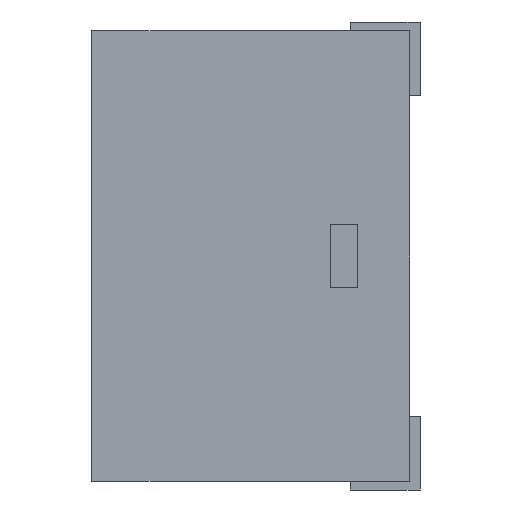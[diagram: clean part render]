
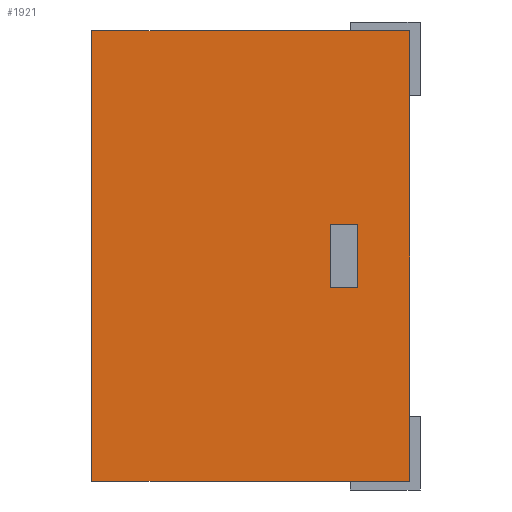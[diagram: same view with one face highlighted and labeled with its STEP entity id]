
A CAD part, left-side view. The second image highlights one B-rep face of the part: STEP entity #1921.
In plain terms, the highlighted planar face has unit normal (-1, 0, 0).
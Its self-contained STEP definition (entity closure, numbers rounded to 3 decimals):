
#13 = DIRECTION ( 'NONE',  ( 0., -1., 0. ) ) ;
#70 = DIRECTION ( 'NONE',  ( 0., 0., 1. ) ) ;
#107 = CARTESIAN_POINT ( 'NONE',  ( -3.3, 2.259, 0.902 ) ) ;
#212 = VERTEX_POINT ( 'NONE', #2605 ) ;
#272 = VECTOR ( 'NONE', #70, 1000. ) ;
#318 = CARTESIAN_POINT ( 'NONE',  ( -3.3, 2.259, 0.902 ) ) ;
#354 = FACE_OUTER_BOUND ( 'NONE', #2426, .T. ) ;
#387 = CARTESIAN_POINT ( 'NONE',  ( -3.3, 1.483, -0.902 ) ) ;
#399 = CARTESIAN_POINT ( 'NONE',  ( -3.3, 9.1, 6.45 ) ) ;
#410 = VERTEX_POINT ( 'NONE', #2960 ) ;
#433 = EDGE_CURVE ( 'NONE', #2300, #410, #2771, .T. ) ;
#457 = VECTOR ( 'NONE', #1050, 1000. ) ;
#487 = VERTEX_POINT ( 'NONE', #318 ) ;
#488 = CARTESIAN_POINT ( 'NONE',  ( -3.3, 9.1, 6.45 ) ) ;
#549 = VECTOR ( 'NONE', #2552, 1000. ) ;
#617 = EDGE_CURVE ( 'NONE', #487, #1269, #618, .T. ) ;
#618 = LINE ( 'NONE', #107, #549 ) ;
#703 = PLANE ( 'NONE',  #2878 ) ;
#757 = LINE ( 'NONE', #2256, #457 ) ;
#798 = EDGE_CURVE ( 'NONE', #1636, #410, #2168, .T. ) ;
#805 = CARTESIAN_POINT ( 'NONE',  ( -3.3, 1.483, -0.902 ) ) ;
#857 = CARTESIAN_POINT ( 'NONE',  ( -3.3, 1.483, 0.902 ) ) ;
#977 = DIRECTION ( 'NONE',  ( 1., 0., 0. ) ) ;
#1004 = ORIENTED_EDGE ( 'NONE', *, *, #1146, .F. ) ;
#1050 = DIRECTION ( 'NONE',  ( 0., 0., 1. ) ) ;
#1095 = DIRECTION ( 'NONE',  ( 0., 1., 0. ) ) ;
#1123 = VERTEX_POINT ( 'NONE', #1507 ) ;
#1133 = EDGE_CURVE ( 'NONE', #1123, #2300, #757, .T. ) ;
#1146 = EDGE_CURVE ( 'NONE', #3140, #212, #2238, .T. ) ;
#1202 = CARTESIAN_POINT ( 'NONE',  ( -3.3, 9.1, -6.45 ) ) ;
#1223 = DIRECTION ( 'NONE',  ( 0., -1., 0. ) ) ;
#1235 = LINE ( 'NONE', #857, #1607 ) ;
#1269 = VERTEX_POINT ( 'NONE', #1911 ) ;
#1302 = ORIENTED_EDGE ( 'NONE', *, *, #1133, .F. ) ;
#1400 = EDGE_CURVE ( 'NONE', #1123, #1636, #1903, .T. ) ;
#1412 = CARTESIAN_POINT ( 'NONE',  ( -3.3, 2.259, -0.902 ) ) ;
#1470 = CARTESIAN_POINT ( 'NONE',  ( -3.3, 9.1, 6.45 ) ) ;
#1507 = CARTESIAN_POINT ( 'NONE',  ( -3.3, 9.1, -6.45 ) ) ;
#1607 = VECTOR ( 'NONE', #1095, 1000. ) ;
#1635 = DIRECTION ( 'NONE',  ( 0., 0., 1. ) ) ;
#1636 = VERTEX_POINT ( 'NONE', #2583 ) ;
#1712 = ORIENTED_EDGE ( 'NONE', *, *, #2762, .F. ) ;
#1830 = EDGE_LOOP ( 'NONE', ( #1712, #3087, #2384, #1004 ) ) ;
#1899 = ORIENTED_EDGE ( 'NONE', *, *, #1400, .T. ) ;
#1903 = LINE ( 'NONE', #1202, #2104 ) ;
#1911 = CARTESIAN_POINT ( 'NONE',  ( -3.3, 2.259, -0.902 ) ) ;
#1918 = DIRECTION ( 'NONE',  ( 0., 0., -1. ) ) ;
#1921 = ADVANCED_FACE ( 'NONE', ( #2764, #354 ), #703, .F. ) ;
#2006 = VECTOR ( 'NONE', #1635, 1000. ) ;
#2104 = VECTOR ( 'NONE', #13, 1000. ) ;
#2133 = VECTOR ( 'NONE', #1223, 1000. ) ;
#2168 = LINE ( 'NONE', #2592, #2006 ) ;
#2178 = EDGE_CURVE ( 'NONE', #212, #487, #1235, .T. ) ;
#2238 = LINE ( 'NONE', #805, #272 ) ;
#2256 = CARTESIAN_POINT ( 'NONE',  ( -3.3, 9.1, 6.45 ) ) ;
#2300 = VERTEX_POINT ( 'NONE', #399 ) ;
#2329 = VECTOR ( 'NONE', #3124, 1000. ) ;
#2384 = ORIENTED_EDGE ( 'NONE', *, *, #2178, .F. ) ;
#2426 = EDGE_LOOP ( 'NONE', ( #2678, #2711, #1302, #1899 ) ) ;
#2552 = DIRECTION ( 'NONE',  ( 0., 0., -1. ) ) ;
#2583 = CARTESIAN_POINT ( 'NONE',  ( -3.3, 0., -6.45 ) ) ;
#2592 = CARTESIAN_POINT ( 'NONE',  ( -3.3, 0., 6.45 ) ) ;
#2605 = CARTESIAN_POINT ( 'NONE',  ( -3.3, 1.483, 0.902 ) ) ;
#2678 = ORIENTED_EDGE ( 'NONE', *, *, #798, .T. ) ;
#2711 = ORIENTED_EDGE ( 'NONE', *, *, #433, .F. ) ;
#2762 = EDGE_CURVE ( 'NONE', #1269, #3140, #3077, .T. ) ;
#2764 = FACE_BOUND ( 'NONE', #1830, .T. ) ;
#2771 = LINE ( 'NONE', #1470, #2133 ) ;
#2878 = AXIS2_PLACEMENT_3D ( 'NONE', #488, #977, #1918 ) ;
#2960 = CARTESIAN_POINT ( 'NONE',  ( -3.3, 0., 6.45 ) ) ;
#3077 = LINE ( 'NONE', #1412, #2329 ) ;
#3087 = ORIENTED_EDGE ( 'NONE', *, *, #617, .F. ) ;
#3124 = DIRECTION ( 'NONE',  ( 0., -1., 0. ) ) ;
#3140 = VERTEX_POINT ( 'NONE', #387 ) ;
